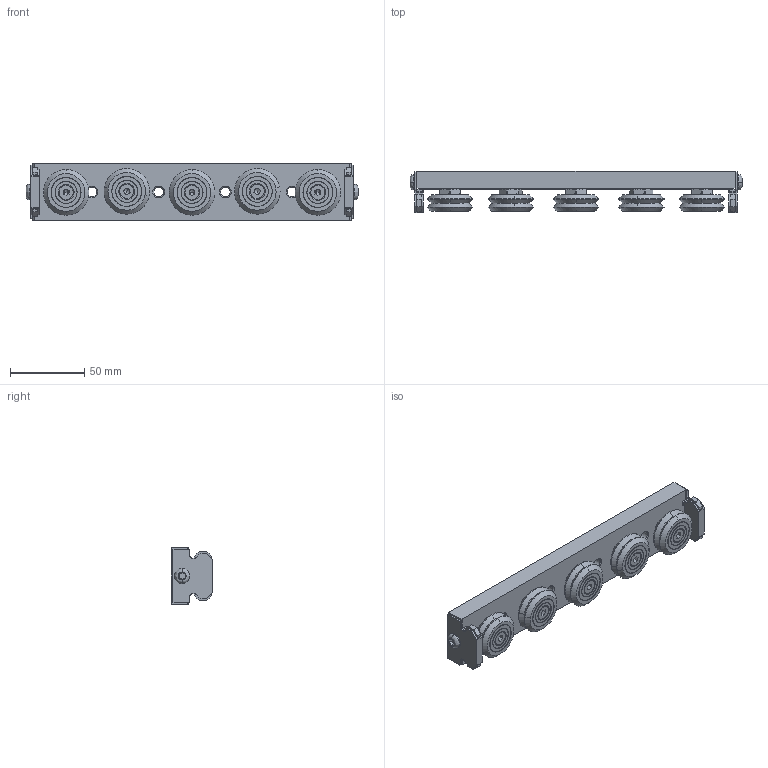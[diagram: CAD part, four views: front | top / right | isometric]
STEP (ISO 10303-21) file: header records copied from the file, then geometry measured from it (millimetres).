
FILE_DESCRIPTION (( 'STEP AP203' ), '1' );
FILE_NAME ('LUV-2-5W.step', '2024-05-13T17:28:47', ( '' ), ( '' ), 'SwSTEP 2.0', 'SolidWorks 2023', '' );
FILE_SCHEMA (( 'CONFIG_CONTROL_DESIGN' ));
Products named in the file (1): LUV-2-5W
Bounding box: 224.15 x 27.69 x 38 mm (x, y, z)
Volume: 136267.3 mm3; surface area: 50742.8 mm2
Topology: 10 solids, 10 shells, 986 faces, 2289 edges, 1397 vertices
Faces by surface type: plane 302, cylinder 284, bspline 202, cone 198
Entity records: 39502 total; most frequent: CARTESIAN_POINT 17765, ORIENTED_EDGE 4550, DIRECTION 4527, EDGE_CURVE 2275, AXIS2_PLACEMENT_3D 1807, VERTEX_POINT 1397, EDGE_LOOP 1096, CIRCLE 1022
